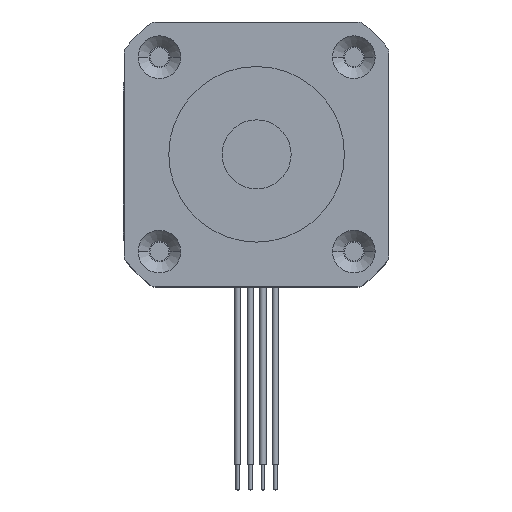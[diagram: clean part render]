
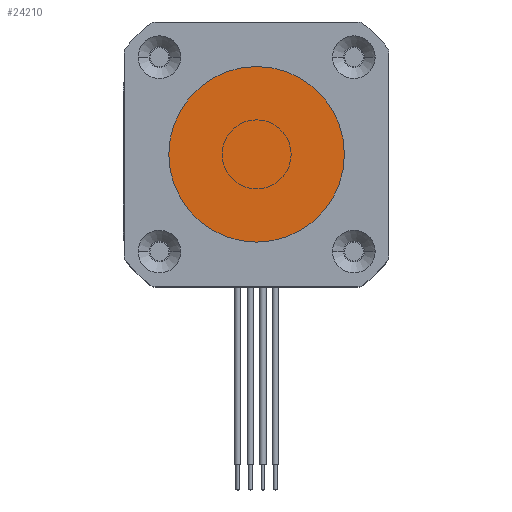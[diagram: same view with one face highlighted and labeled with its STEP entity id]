
A CAD part, top view. The second image highlights one B-rep face of the part: STEP entity #24210.
In plain terms, the highlighted face is planar.
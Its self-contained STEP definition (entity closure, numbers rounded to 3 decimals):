
#5175 = DIRECTION ( 'NONE',  ( 0., 0., -1. ) ) ;
#5689 = CARTESIAN_POINT ( 'NONE',  ( 0., 0., 0. ) ) ;
#6060 = ORIENTED_EDGE ( 'NONE', *, *, #46317, .T. ) ;
#7310 = CARTESIAN_POINT ( 'NONE',  ( 14., 0., 0. ) ) ;
#12131 = FACE_OUTER_BOUND ( 'NONE', #20846, .T. ) ;
#15516 = DIRECTION ( 'NONE',  ( 0., 0., 1. ) ) ;
#16031 = DIRECTION ( 'NONE',  ( 1., 0., 0. ) ) ;
#18044 = AXIS2_PLACEMENT_3D ( 'NONE', #19698, #15516, #16031 ) ;
#18946 = PLANE ( 'NONE',  #18044 ) ;
#19698 = CARTESIAN_POINT ( 'NONE',  ( 0., 0., 0. ) ) ;
#20682 = CIRCLE ( 'NONE', #30710, 14. ) ;
#20846 = EDGE_LOOP ( 'NONE', ( #32339, #6060 ) ) ;
#23525 = CARTESIAN_POINT ( 'NONE',  ( 0., 0., 0. ) ) ;
#24210 = ADVANCED_FACE ( 'NONE', ( #12131 ), #18946, .F. ) ;
#24306 = DIRECTION ( 'NONE',  ( -1., 0., 0. ) ) ;
#25449 = CIRCLE ( 'NONE', #44578, 14. ) ;
#26957 = VERTEX_POINT ( 'NONE', #37695 ) ;
#30710 = AXIS2_PLACEMENT_3D ( 'NONE', #23525, #31875, #24306 ) ;
#31875 = DIRECTION ( 'NONE',  ( 0., 0., -1. ) ) ;
#32339 = ORIENTED_EDGE ( 'NONE', *, *, #40619, .T. ) ;
#37695 = CARTESIAN_POINT ( 'NONE',  ( -14., 0., 0. ) ) ;
#40619 = EDGE_CURVE ( 'NONE', #26957, #50502, #25449, .T. ) ;
#41681 = DIRECTION ( 'NONE',  ( -1., 0., 0. ) ) ;
#44578 = AXIS2_PLACEMENT_3D ( 'NONE', #5689, #5175, #41681 ) ;
#46317 = EDGE_CURVE ( 'NONE', #50502, #26957, #20682, .T. ) ;
#50502 = VERTEX_POINT ( 'NONE', #7310 ) ;
